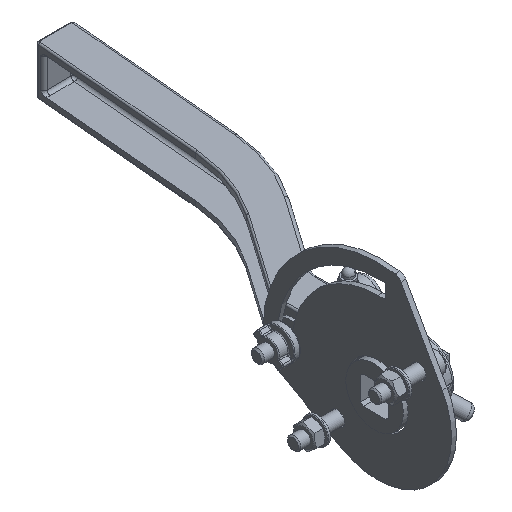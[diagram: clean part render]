
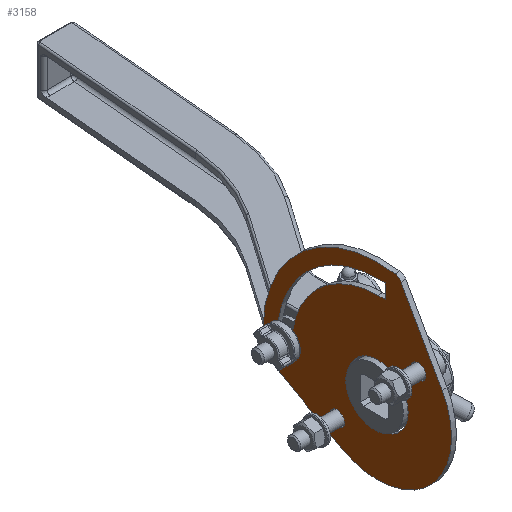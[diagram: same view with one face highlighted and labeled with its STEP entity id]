
A CAD part, isometric view. The second image highlights one B-rep face of the part: STEP entity #3158.
In plain terms, the highlighted planar face has unit normal (-1, 0, 0).
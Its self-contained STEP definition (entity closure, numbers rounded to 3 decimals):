
#73=CARTESIAN_POINT('',(0.,51.978,8.064));
#74=VERTEX_POINT('',#73);
#108=CARTESIAN_POINT('',(0.,60.778,8.716));
#109=VERTEX_POINT('',#108);
#277=CARTESIAN_POINT('',(0.,57.,0.));
#278=DIRECTION('',(-1.0,0.0,0.0));
#279=DIRECTION('',(0.0,0.0,-1.0));
#280=AXIS2_PLACEMENT_3D('',#277,#278,#279);
#281=CIRCLE('',#280,9.5);
#282=EDGE_CURVE('',#109,#74,#281,.T.);
#3023=CARTESIAN_POINT('',(0.0,11.063,11.063));
#3024=DIRECTION('',(1.0,0.0,0.0));
#3025=DIRECTION('',(0.0,0.0,-1.0));
#3026=AXIS2_PLACEMENT_3D('',#3023,#3024,#3025);
#3027=PLANE('',#3026);
#3028=CARTESIAN_POINT('',(0.0,-10.561,69.199));
#3029=VERTEX_POINT('',#3028);
#3030=CARTESIAN_POINT('',(0.0,-14.167,66.703));
#3031=VERTEX_POINT('',#3030);
#3032=CARTESIAN_POINT('',(0.0,-9.807,64.256));
#3033=DIRECTION('',(1.,0.0,0.0));
#3034=DIRECTION('',(0.0,-0.569,0.822));
#3035=AXIS2_PLACEMENT_3D('',#3032,#3033,#3034);
#3036=CIRCLE('',#3035,5.0);
#3037=EDGE_CURVE('',#3029,#3031,#3036,.T.);
#3038=ORIENTED_EDGE('',*,*,#3037,.F.);
#3039=CARTESIAN_POINT('',(0.0,69.199,-10.561));
#3040=VERTEX_POINT('',#3039);
#3041=CARTESIAN_POINT('',(0.0,0.0,0.0));
#3042=DIRECTION('',(-1.,0.0,0.0));
#3043=DIRECTION('',(0.0,-0.983,0.186));
#3044=AXIS2_PLACEMENT_3D('',#3041,#3042,#3043);
#3045=CIRCLE('',#3044,70.);
#3046=EDGE_CURVE('',#3029,#3040,#3045,.T.);
#3047=ORIENTED_EDGE('',*,*,#3046,.T.);
#3048=CARTESIAN_POINT('',(0.0,66.703,-14.167));
#3049=VERTEX_POINT('',#3048);
#3050=CARTESIAN_POINT('',(0.0,64.256,-9.807));
#3051=DIRECTION('',(1.,0.0,0.0));
#3052=DIRECTION('',(0.0,0.822,-0.569));
#3053=AXIS2_PLACEMENT_3D('',#3050,#3051,#3052);
#3054=CIRCLE('',#3053,5.0);
#3055=EDGE_CURVE('',#3049,#3040,#3054,.T.);
#3056=ORIENTED_EDGE('',*,*,#3055,.F.);
#3057=CARTESIAN_POINT('',(0.0,22.024,-39.242));
#3058=VERTEX_POINT('',#3057);
#3059=CARTESIAN_POINT('',(0.0,66.703,-14.167));
#3060=DIRECTION('',(0.0,-0.872,-0.489));
#3061=VECTOR('',#3060,51.235);
#3062=LINE('',#3059,#3061);
#3063=EDGE_CURVE('',#3049,#3058,#3062,.T.);
#3064=ORIENTED_EDGE('',*,*,#3063,.T.);
#3065=CARTESIAN_POINT('',(0.0,-39.242,22.024));
#3066=VERTEX_POINT('',#3065);
#3067=CARTESIAN_POINT('',(0.0,0.0,0.0));
#3068=DIRECTION('',(-1.0,0.0,0.0));
#3069=DIRECTION('',(0.0,0.872,-0.489));
#3070=AXIS2_PLACEMENT_3D('',#3067,#3068,#3069);
#3071=CIRCLE('',#3070,45.);
#3072=EDGE_CURVE('',#3058,#3066,#3071,.T.);
#3073=ORIENTED_EDGE('',*,*,#3072,.T.);
#3074=CARTESIAN_POINT('',(0.0,-39.242,22.024));
#3075=DIRECTION('',(0.0,0.489,0.872));
#3076=VECTOR('',#3075,51.235);
#3077=LINE('',#3074,#3076);
#3078=EDGE_CURVE('',#3066,#3031,#3077,.T.);
#3079=ORIENTED_EDGE('',*,*,#3078,.T.);
#3080=EDGE_LOOP('',(#3038,#3047,#3056,#3064,#3073,#3079));
#3081=FACE_OUTER_BOUND('',#3080,.T.);
#3082=CARTESIAN_POINT('',(0.0,18.5,0.));
#3083=VERTEX_POINT('',#3082);
#3084=CARTESIAN_POINT('',(0.0,0.0,0.0));
#3085=DIRECTION('',(1.0,0.0,0.0));
#3086=DIRECTION('',(0.0,-1.0,0.0));
#3087=AXIS2_PLACEMENT_3D('',#3084,#3085,#3086);
#3088=CIRCLE('',#3087,18.5);
#3089=EDGE_CURVE('',#3083,#3083,#3088,.T.);
#3090=ORIENTED_EDGE('',*,*,#3089,.T.);
#3091=EDGE_LOOP('',(#3090));
#3092=FACE_BOUND('',#3091,.T.);
#3093=CARTESIAN_POINT('',(0.0,-20.249,24.749));
#3094=VERTEX_POINT('',#3093);
#3095=CARTESIAN_POINT('',(0.0,-24.749,24.749));
#3096=DIRECTION('',(1.0,0.0,0.0));
#3097=DIRECTION('',(0.0,-1.0,0.0));
#3098=AXIS2_PLACEMENT_3D('',#3095,#3096,#3097);
#3099=CIRCLE('',#3098,4.5);
#3100=EDGE_CURVE('',#3094,#3094,#3099,.T.);
#3101=ORIENTED_EDGE('',*,*,#3100,.T.);
#3102=EDGE_LOOP('',(#3101));
#3103=FACE_BOUND('',#3102,.T.);
#3104=ORIENTED_EDGE('',*,*,#282,.F.);
#3105=CARTESIAN_POINT('',(0.0,0.,61.4));
#3106=VERTEX_POINT('',#3105);
#3107=CARTESIAN_POINT('',(0.0,0.0,0.0));
#3108=DIRECTION('',(1.0,0.0,0.0));
#3109=DIRECTION('',(0.0,1.0,0.0));
#3110=AXIS2_PLACEMENT_3D('',#3107,#3108,#3109);
#3111=CIRCLE('',#3110,61.4);
#3112=EDGE_CURVE('',#109,#3106,#3111,.T.);
#3113=ORIENTED_EDGE('',*,*,#3112,.T.);
#3114=CARTESIAN_POINT('',(0.0,-4.5,61.4));
#3115=VERTEX_POINT('',#3114);
#3116=CARTESIAN_POINT('',(0.0,0.,61.4));
#3117=DIRECTION('',(0.0,-1.0,0.0));
#3118=VECTOR('',#3117,4.5);
#3119=LINE('',#3116,#3118);
#3120=EDGE_CURVE('',#3106,#3115,#3119,.T.);
#3121=ORIENTED_EDGE('',*,*,#3120,.T.);
#3122=CARTESIAN_POINT('',(0.0,-4.5,52.6));
#3123=VERTEX_POINT('',#3122);
#3124=CARTESIAN_POINT('',(0.0,-4.5,61.4));
#3125=DIRECTION('',(0.0,0.0,-1.0));
#3126=VECTOR('',#3125,8.8);
#3127=LINE('',#3124,#3126);
#3128=EDGE_CURVE('',#3115,#3123,#3127,.T.);
#3129=ORIENTED_EDGE('',*,*,#3128,.T.);
#3130=CARTESIAN_POINT('',(0.0,0.,52.6));
#3131=VERTEX_POINT('',#3130);
#3132=CARTESIAN_POINT('',(0.0,-4.5,52.6));
#3133=DIRECTION('',(0.0,1.0,0.0));
#3134=VECTOR('',#3133,4.5);
#3135=LINE('',#3132,#3134);
#3136=EDGE_CURVE('',#3123,#3131,#3135,.T.);
#3137=ORIENTED_EDGE('',*,*,#3136,.T.);
#3138=CARTESIAN_POINT('',(0.0,0.0,0.0));
#3139=DIRECTION('',(-1.0,0.0,0.0));
#3140=DIRECTION('',(0.0,-1.0,0.0));
#3141=AXIS2_PLACEMENT_3D('',#3138,#3139,#3140);
#3142=CIRCLE('',#3141,52.6);
#3143=EDGE_CURVE('',#3131,#74,#3142,.T.);
#3144=ORIENTED_EDGE('',*,*,#3143,.T.);
#3145=EDGE_LOOP('',(#3104,#3113,#3121,#3129,#3137,#3144));
#3146=FACE_BOUND('',#3145,.T.);
#3147=CARTESIAN_POINT('',(0.0,29.249,-24.749));
#3148=VERTEX_POINT('',#3147);
#3149=CARTESIAN_POINT('',(0.0,24.749,-24.749));
#3150=DIRECTION('',(1.0,0.0,0.0));
#3151=DIRECTION('',(0.0,-1.0,0.0));
#3152=AXIS2_PLACEMENT_3D('',#3149,#3150,#3151);
#3153=CIRCLE('',#3152,4.5);
#3154=EDGE_CURVE('',#3148,#3148,#3153,.T.);
#3155=ORIENTED_EDGE('',*,*,#3154,.T.);
#3156=EDGE_LOOP('',(#3155));
#3157=FACE_BOUND('',#3156,.T.);
#3158=ADVANCED_FACE('',(#3081,#3092,#3103,#3146,#3157),#3027,.F.);
